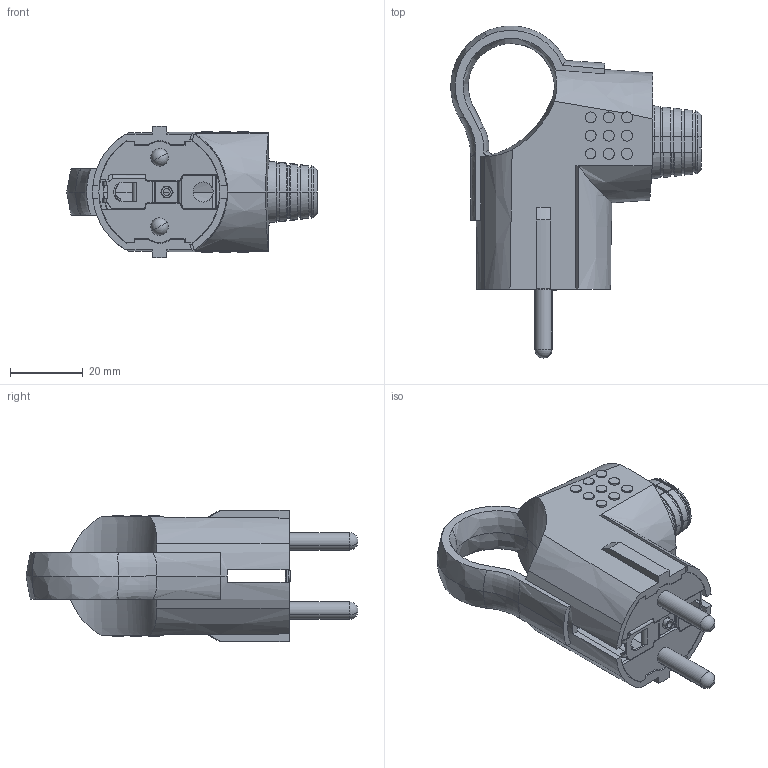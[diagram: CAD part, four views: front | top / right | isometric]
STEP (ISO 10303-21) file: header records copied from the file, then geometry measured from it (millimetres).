
FILE_DESCRIPTION(('CATIA V5 STEP Exchange','CAx-IF Rec.Pracs.--- Model Styling and Organization---1.5--- 2016-08-15','CAx-IF Rec.Pracs.---Supplemental Geometry---1.0---2011-11-01','CAx-IF Rec.Pracs.--- Composite Materials ---1.1---2010-07-15'),'2;1');
FILE_NAME('050252.stp','2021-09-23T13:56:22+00:00',('none'),('none'),'CATIA Version 5-6 Release 2020 SP3','CATIA V5 STEP AP214 v2','none');
FILE_SCHEMA(('AUTOMOTIVE_DESIGN { 1 0 10303 214 1 1 1 1 }'));
Products named in the file (1): 11582
Bounding box: 68.76 x 91.14 x 36.17 mm (x, y, z)
Volume: 29712.4 mm3; surface area: 22986.3 mm2
Topology: 6 solids, 8 shells, 847 faces, 2349 edges, 1515 vertices
Faces by surface type: plane 416, bspline 277, cylinder 78, extrusion 44, cone 22, sphere 10
Entity records: 63057 total; most frequent: CARTESIAN_POINT 45693, ORIENTED_EDGE 4670, EDGE_CURVE 2335, DIRECTION 1953, VERTEX_POINT 1515, VECTOR 1053, LINE 1009, EDGE_LOOP 878
